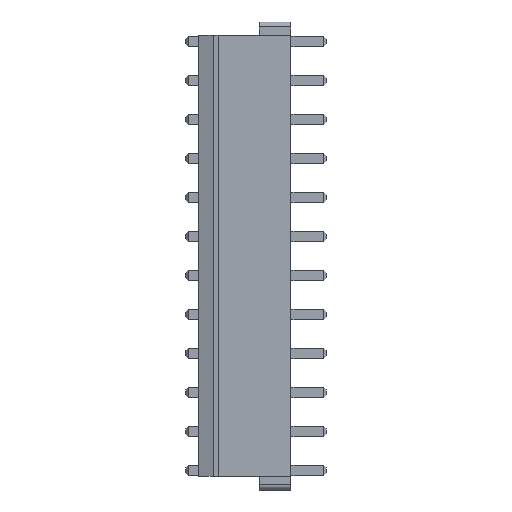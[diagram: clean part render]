
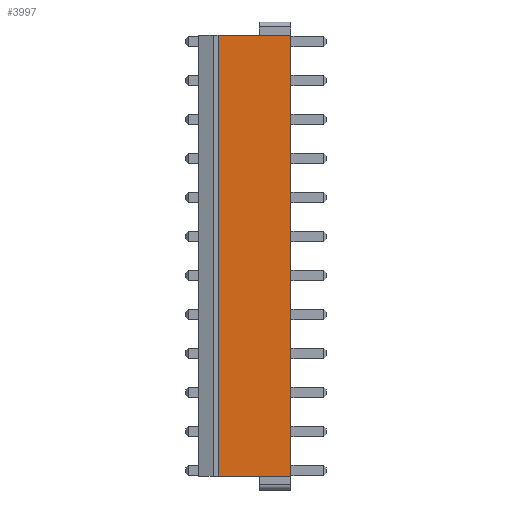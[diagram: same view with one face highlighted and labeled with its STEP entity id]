
A CAD part, top view. The second image highlights one B-rep face of the part: STEP entity #3997.
In plain terms, the highlighted planar face has unit normal (0, 0, 1).
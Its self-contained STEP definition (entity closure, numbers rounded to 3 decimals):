
#291=FACE_OUTER_BOUND('',#551,.T.);
#551=EDGE_LOOP('',(#3511,#3512,#3513,#3514));
#1044=LINE('',#6295,#1570);
#1065=LINE('',#6342,#1591);
#1074=LINE('',#6359,#1600);
#1079=LINE('',#6369,#1605);
#1570=VECTOR('',#5202,10.);
#1591=VECTOR('',#5245,10.);
#1600=VECTOR('',#5256,10.);
#1605=VECTOR('',#5269,10.);
#1908=VERTEX_POINT('',#6292);
#1909=VERTEX_POINT('',#6294);
#1924=VERTEX_POINT('',#6340);
#1931=VERTEX_POINT('',#6358);
#2425=EDGE_CURVE('',#1909,#1908,#1044,.T.);
#2449=EDGE_CURVE('',#1908,#1924,#1065,.T.);
#2458=EDGE_CURVE('',#1931,#1909,#1074,.T.);
#2463=EDGE_CURVE('',#1931,#1924,#1079,.T.);
#3511=ORIENTED_EDGE('',*,*,#2449,.T.);
#3512=ORIENTED_EDGE('',*,*,#2463,.F.);
#3513=ORIENTED_EDGE('',*,*,#2458,.T.);
#3514=ORIENTED_EDGE('',*,*,#2425,.T.);
#3761=PLANE('',#4261);
#3997=ADVANCED_FACE('',(#291),#3761,.T.);
#4261=AXIS2_PLACEMENT_3D('',#6368,#5267,#5268);
#5202=DIRECTION('',(0.,1.,0.));
#5245=DIRECTION('',(-1.,0.,0.));
#5256=DIRECTION('',(1.,0.,0.));
#5267=DIRECTION('center_axis',(0.,0.,1.));
#5268=DIRECTION('ref_axis',(1.,0.,0.));
#5269=DIRECTION('',(0.,1.,0.));
#6292=CARTESIAN_POINT('',(0.,22.4,8.));
#6294=CARTESIAN_POINT('',(0.,-22.4,8.));
#6295=CARTESIAN_POINT('',(0.,0.,8.));
#6340=CARTESIAN_POINT('',(-7.4,22.4,8.));
#6342=CARTESIAN_POINT('',(-3.7,22.4,8.));
#6358=CARTESIAN_POINT('',(-7.4,-22.4,8.));
#6359=CARTESIAN_POINT('',(-10.385,-22.4,8.));
#6368=CARTESIAN_POINT('Origin',(-7.4,0.,8.));
#6369=CARTESIAN_POINT('',(-7.4,0.,8.));
